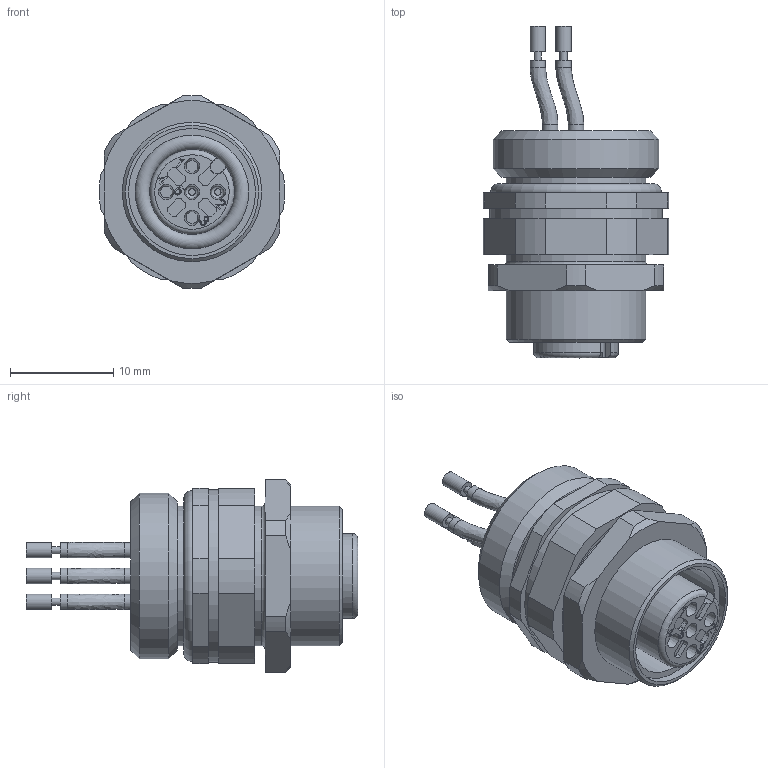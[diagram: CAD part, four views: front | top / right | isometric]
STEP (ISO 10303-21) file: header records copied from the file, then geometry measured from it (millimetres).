
FILE_DESCRIPTION(/* description */ (''),/* implementation_level */ '2;1');
FILE_NAME(/* name */ 'AL-FVM12KUA3-m_M16_S520.stp',/* time_stamp */ '2017-10-06T06:14:28+02:00',/* author */ (''),/* organization */ (''),/* preprocessor_version */ 'ST-DEVELOPER v16',/* originating_system */ 'SIEMENS PLM Software NX 10.0',/* authorisation */ '');
FILE_SCHEMA (('AUTOMOTIVE_DESIGN { 1 0 10303 214 3 1 1 1 }'));
Length unit declared in the file: millimetre
Products named in the file (1): c.ka1994B511dva4
Bounding box: 17.96 x 32.15 x 18.69 mm (x, y, z)
Volume: 3768.1 mm3; surface area: 3142.6 mm2
Topology: 3 solids, 3 shells, 225 faces, 557 edges, 369 vertices
Faces by surface type: plane 100, cylinder 65, extrusion 32, cone 18, torus 7, bspline 3
Full cylindrical faces by diameter (mm): 0.7 x3, 1.15 x3, 1.5 x9, 11 x1, 12.3 x1, 13.5 x3, 15.46 x2, 16 x1, 16.7 x1
Entity records: 6871 total; most frequent: CARTESIAN_POINT 1782, DIRECTION 987, ORIENTED_EDGE 986, EDGE_CURVE 493, VERTEX_POINT 352, AXIS2_PLACEMENT_3D 349, EDGE_LOOP 301, VECTOR 289
